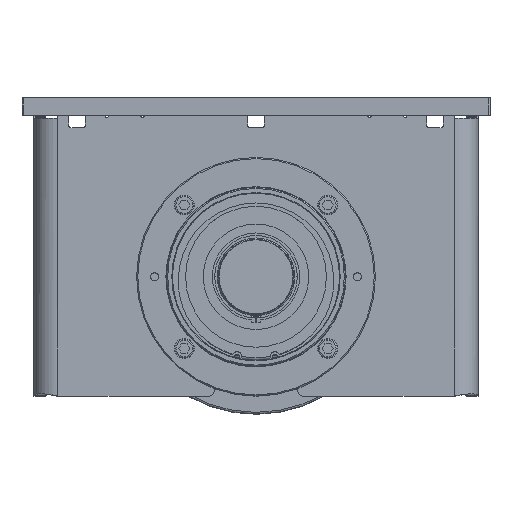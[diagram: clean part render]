
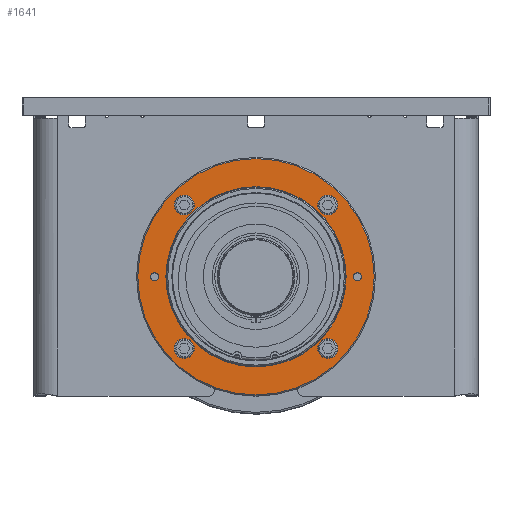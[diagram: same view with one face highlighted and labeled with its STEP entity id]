
A CAD part, top view. The second image highlights one B-rep face of the part: STEP entity #1641.
In plain terms, the highlighted planar face has unit normal (0, 0, 1).
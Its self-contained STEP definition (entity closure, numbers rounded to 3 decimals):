
#1641=ADVANCED_FACE('',(#3770,#3771,#3772,#3773,#3774,#3775,#3776,#3777),#3778,.T.);
#3770=FACE_OUTER_BOUND('',#6963,.T.);
#3771=FACE_BOUND('',#6964,.T.);
#3772=FACE_BOUND('',#6965,.T.);
#3773=FACE_BOUND('',#6966,.T.);
#3774=FACE_BOUND('',#6967,.T.);
#3775=FACE_BOUND('',#6968,.T.);
#3776=FACE_BOUND('',#6969,.T.);
#3777=FACE_BOUND('',#6970,.T.);
#3778=PLANE('',#6971);
#6963=EDGE_LOOP('',(#12264,#12265));
#6964=EDGE_LOOP('',(#12266,#12267));
#6965=EDGE_LOOP('',(#12268,#12269));
#6966=EDGE_LOOP('',(#12270,#12271,#12272,#12273));
#6967=EDGE_LOOP('',(#12274,#12275));
#6968=EDGE_LOOP('',(#12276,#12277));
#6969=EDGE_LOOP('',(#12278,#12279));
#6970=EDGE_LOOP('',(#12280,#12281));
#6971=AXIS2_PLACEMENT_3D('',#12282,#12283,#12284);
#12264=ORIENTED_EDGE('',*,*,#17647,.F.);
#12265=ORIENTED_EDGE('',*,*,#17644,.F.);
#12266=ORIENTED_EDGE('',*,*,#17651,.F.);
#12267=ORIENTED_EDGE('',*,*,#17652,.F.);
#12268=ORIENTED_EDGE('',*,*,#17653,.F.);
#12269=ORIENTED_EDGE('',*,*,#17654,.F.);
#12270=ORIENTED_EDGE('',*,*,#17655,.T.);
#12271=ORIENTED_EDGE('',*,*,#16005,.T.);
#12272=ORIENTED_EDGE('',*,*,#17656,.T.);
#12273=ORIENTED_EDGE('',*,*,#16010,.T.);
#12274=ORIENTED_EDGE('',*,*,#17657,.T.);
#12275=ORIENTED_EDGE('',*,*,#17658,.T.);
#12276=ORIENTED_EDGE('',*,*,#17659,.T.);
#12277=ORIENTED_EDGE('',*,*,#17660,.T.);
#12278=ORIENTED_EDGE('',*,*,#17661,.T.);
#12279=ORIENTED_EDGE('',*,*,#17662,.T.);
#12280=ORIENTED_EDGE('',*,*,#17663,.T.);
#12281=ORIENTED_EDGE('',*,*,#17664,.T.);
#12282=CARTESIAN_POINT('',(0.0,-135.0,80.15));
#12283=DIRECTION('',(0.0,0.0,1.0));
#12284=DIRECTION('',(1.0,0.0,0.0));
#16005=EDGE_CURVE('',#19122,#19126,#19128,.T.);
#16010=EDGE_CURVE('',#19131,#19135,#19137,.T.);
#17644=EDGE_CURVE('',#21626,#21628,#21629,.T.);
#17647=EDGE_CURVE('',#21628,#21626,#21632,.T.);
#17651=EDGE_CURVE('',#21636,#21637,#21638,.T.);
#17652=EDGE_CURVE('',#21637,#21636,#21639,.T.);
#17653=EDGE_CURVE('',#21640,#21641,#21642,.T.);
#17654=EDGE_CURVE('',#21641,#21640,#21643,.T.);
#17655=EDGE_CURVE('',#19135,#19122,#21644,.T.);
#17656=EDGE_CURVE('',#19126,#19131,#21645,.T.);
#17657=EDGE_CURVE('',#21646,#21647,#21648,.T.);
#17658=EDGE_CURVE('',#21647,#21646,#21649,.T.);
#17659=EDGE_CURVE('',#21650,#21651,#21652,.T.);
#17660=EDGE_CURVE('',#21651,#21650,#21653,.T.);
#17661=EDGE_CURVE('',#21654,#21655,#21656,.T.);
#17662=EDGE_CURVE('',#21655,#21654,#21657,.T.);
#17663=EDGE_CURVE('',#21658,#21659,#21660,.T.);
#17664=EDGE_CURVE('',#21659,#21658,#21661,.T.);
#19122=VERTEX_POINT('',#23577);
#19126=VERTEX_POINT('',#23581);
#19128=CIRCLE('',#23583,75.5);
#19131=VERTEX_POINT('',#23586);
#19135=VERTEX_POINT('',#23590);
#19137=CIRCLE('',#23592,75.5);
#21626=VERTEX_POINT('',#27049);
#21628=VERTEX_POINT('',#27052);
#21629=CIRCLE('',#27053,99.0);
#21632=CIRCLE('',#27057,99.0);
#21636=VERTEX_POINT('',#27061);
#21637=VERTEX_POINT('',#27062);
#21638=CIRCLE('',#27063,3.4);
#21639=CIRCLE('',#27064,3.4);
#21640=VERTEX_POINT('',#27065);
#21641=VERTEX_POINT('',#27066);
#21642=CIRCLE('',#27067,3.4);
#21643=CIRCLE('',#27068,3.4);
#21644=CIRCLE('',#27069,75.5);
#21645=CIRCLE('',#27070,75.5);
#21646=VERTEX_POINT('',#27071);
#21647=VERTEX_POINT('',#27072);
#21648=CIRCLE('',#27073,8.3);
#21649=CIRCLE('',#27074,8.3);
#21650=VERTEX_POINT('',#27075);
#21651=VERTEX_POINT('',#27076);
#21652=CIRCLE('',#27077,8.3);
#21653=CIRCLE('',#27078,8.3);
#21654=VERTEX_POINT('',#27079);
#21655=VERTEX_POINT('',#27080);
#21656=CIRCLE('',#27081,8.3);
#21657=CIRCLE('',#27082,8.3);
#21658=VERTEX_POINT('',#27083);
#21659=VERTEX_POINT('',#27084);
#21660=CIRCLE('',#27085,8.3);
#21661=CIRCLE('',#27086,8.3);
#23577=CARTESIAN_POINT('',(0.149,-210.5,80.15));
#23581=CARTESIAN_POINT('',(0.,-210.5,80.15));
#23583=AXIS2_PLACEMENT_3D('',#29373,#29374,#29375);
#23586=CARTESIAN_POINT('',(-0.149,-59.5,80.15));
#23590=CARTESIAN_POINT('',(0.,-59.5,80.15));
#23592=AXIS2_PLACEMENT_3D('',#29385,#29386,#29387);
#27049=CARTESIAN_POINT('',(0.,-234.0,80.15));
#27052=CARTESIAN_POINT('',(0.,-36.0,80.15));
#27053=AXIS2_PLACEMENT_3D('',#31901,#31902,#31903);
#27057=AXIS2_PLACEMENT_3D('',#31905,#31906,#31907);
#27061=CARTESIAN_POINT('',(-81.6,-135.0,80.15));
#27062=CARTESIAN_POINT('',(-88.4,-135.0,80.15));
#27063=AXIS2_PLACEMENT_3D('',#31911,#31912,#31913);
#27064=AXIS2_PLACEMENT_3D('',#31914,#31915,#31916);
#27065=CARTESIAN_POINT('',(81.6,-135.0,80.15));
#27066=CARTESIAN_POINT('',(88.4,-135.0,80.15));
#27067=AXIS2_PLACEMENT_3D('',#31917,#31918,#31919);
#27068=AXIS2_PLACEMENT_3D('',#31920,#31921,#31922);
#27069=AXIS2_PLACEMENT_3D('',#31923,#31924,#31925);
#27070=AXIS2_PLACEMENT_3D('',#31926,#31927,#31928);
#27071=CARTESIAN_POINT('',(-51.804,-74.896,80.15));
#27072=CARTESIAN_POINT('',(-68.404,-74.896,80.15));
#27073=AXIS2_PLACEMENT_3D('',#31929,#31930,#31931);
#27074=AXIS2_PLACEMENT_3D('',#31932,#31933,#31934);
#27075=CARTESIAN_POINT('',(68.404,-74.896,80.15));
#27076=CARTESIAN_POINT('',(51.804,-74.896,80.15));
#27077=AXIS2_PLACEMENT_3D('',#31935,#31936,#31937);
#27078=AXIS2_PLACEMENT_3D('',#31938,#31939,#31940);
#27079=CARTESIAN_POINT('',(68.404,-195.104,80.15));
#27080=CARTESIAN_POINT('',(51.804,-195.104,80.15));
#27081=AXIS2_PLACEMENT_3D('',#31941,#31942,#31943);
#27082=AXIS2_PLACEMENT_3D('',#31944,#31945,#31946);
#27083=CARTESIAN_POINT('',(-51.804,-195.104,80.15));
#27084=CARTESIAN_POINT('',(-68.404,-195.104,80.15));
#27085=AXIS2_PLACEMENT_3D('',#31947,#31948,#31949);
#27086=AXIS2_PLACEMENT_3D('',#31950,#31951,#31952);
#29373=CARTESIAN_POINT('',(0.0,-135.0,80.15));
#29374=DIRECTION('',(0.0,0.0,-1.0));
#29375=DIRECTION('',(0.0,1.0,0.0));
#29385=CARTESIAN_POINT('',(0.0,-135.0,80.15));
#29386=DIRECTION('',(0.0,0.0,-1.0));
#29387=DIRECTION('',(0.0,-1.0,0.0));
#31901=CARTESIAN_POINT('',(0.0,-135.0,80.15));
#31902=DIRECTION('',(0.0,0.0,-1.0));
#31903=DIRECTION('',(0.0,-1.0,0.0));
#31905=CARTESIAN_POINT('',(0.0,-135.0,80.15));
#31906=DIRECTION('',(0.0,0.0,-1.0));
#31907=DIRECTION('',(0.0,1.0,0.0));
#31911=CARTESIAN_POINT('',(-85.0,-135.0,80.15));
#31912=DIRECTION('',(0.0,0.0,1.0));
#31913=DIRECTION('',(1.0,0.0,0.0));
#31914=CARTESIAN_POINT('',(-85.0,-135.0,80.15));
#31915=DIRECTION('',(0.0,0.0,1.0));
#31916=DIRECTION('',(-1.0,0.0,0.0));
#31917=CARTESIAN_POINT('',(85.0,-135.0,80.15));
#31918=DIRECTION('',(0.0,0.0,1.0));
#31919=DIRECTION('',(-1.0,0.0,0.0));
#31920=CARTESIAN_POINT('',(85.0,-135.0,80.15));
#31921=DIRECTION('',(0.0,0.0,1.0));
#31922=DIRECTION('',(1.0,0.0,0.0));
#31923=CARTESIAN_POINT('',(0.0,-135.0,80.15));
#31924=DIRECTION('',(0.0,0.0,-1.0));
#31925=DIRECTION('',(0.0,1.0,0.0));
#31926=CARTESIAN_POINT('',(0.0,-135.0,80.15));
#31927=DIRECTION('',(0.0,0.0,-1.0));
#31928=DIRECTION('',(0.0,-1.0,0.0));
#31929=CARTESIAN_POINT('',(-60.104,-74.896,80.15));
#31930=DIRECTION('',(0.0,0.0,-1.0));
#31931=DIRECTION('',(1.0,0.0,0.0));
#31932=CARTESIAN_POINT('',(-60.104,-74.896,80.15));
#31933=DIRECTION('',(0.0,0.0,-1.0));
#31934=DIRECTION('',(-1.0,0.0,0.0));
#31935=CARTESIAN_POINT('',(60.104,-74.896,80.15));
#31936=DIRECTION('',(0.0,0.0,-1.0));
#31937=DIRECTION('',(1.0,0.0,0.0));
#31938=CARTESIAN_POINT('',(60.104,-74.896,80.15));
#31939=DIRECTION('',(0.0,0.0,-1.0));
#31940=DIRECTION('',(-1.0,0.0,0.0));
#31941=CARTESIAN_POINT('',(60.104,-195.104,80.15));
#31942=DIRECTION('',(0.0,0.0,-1.0));
#31943=DIRECTION('',(1.0,0.0,0.0));
#31944=CARTESIAN_POINT('',(60.104,-195.104,80.15));
#31945=DIRECTION('',(0.0,0.0,-1.0));
#31946=DIRECTION('',(-1.0,0.0,0.0));
#31947=CARTESIAN_POINT('',(-60.104,-195.104,80.15));
#31948=DIRECTION('',(0.0,0.0,-1.0));
#31949=DIRECTION('',(1.0,0.0,0.0));
#31950=CARTESIAN_POINT('',(-60.104,-195.104,80.15));
#31951=DIRECTION('',(0.0,0.0,-1.0));
#31952=DIRECTION('',(-1.0,0.0,0.0));
